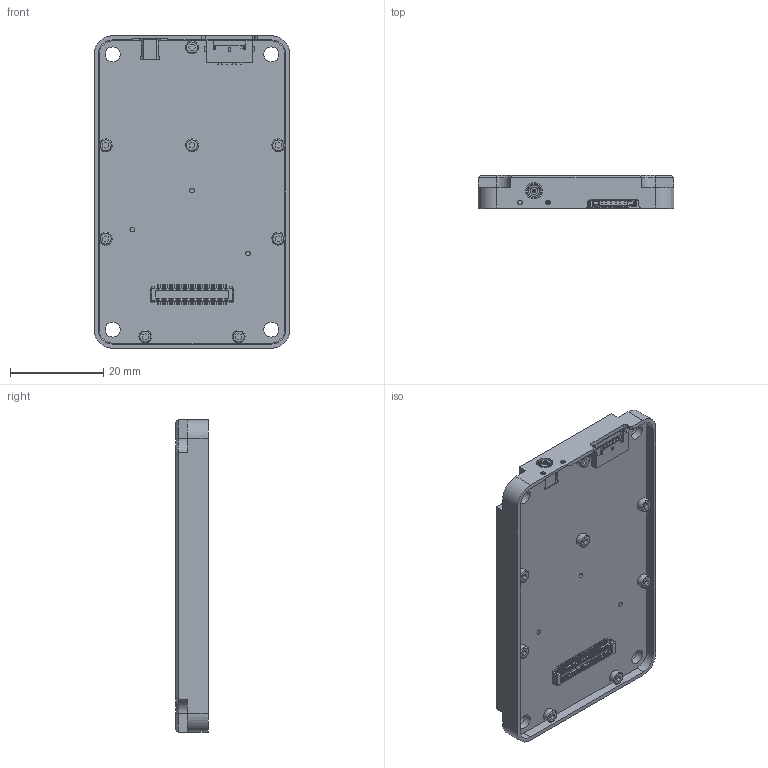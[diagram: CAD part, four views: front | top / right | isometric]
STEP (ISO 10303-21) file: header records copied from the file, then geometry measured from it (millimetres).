
FILE_DESCRIPTION(/* description */ (''),/* implementation_level */ '2;1');
FILE_NAME(/* name */ 'Murgas_TRX_PCB_low_details',/* time_stamp */ '2021-01-20T10:20:41+01:00',/* author */ ('Spacemanic s.r.o.'),/* organization */ ('Spacemanic s.r.o.'),/* preprocessor_version */ 'ST-DEVELOPER v16.7',/* originating_system */ 'Solid Edge',/* authorisation */ 'Unknown');
FILE_SCHEMA (('AUTOMOTIVE_DESIGN {1 0 10303 214 3 1 1}'));
Products named in the file (12): Murgas_TRX_PCB_low_details; PCB_low_details; Board_Geoms; Pcb; Step_Models; Top; J3_MMCX_734150963_5E8105CE.STEP; Bot; J1_Molex_SlimStack_556500688_5E80F436; J2_Molex_Pico-Lock_6_1mm_5E81042F; cover_murgas__trx_MMCX_V1c_easy; Screw_M1.4x3
Assembly tree (18 placements, depth 5):
  Murgas_TRX_PCB_low_details
    PCB_low_details
      Board_Geoms
        Pcb
      Step_Models
        Top
          J3_MMCX_734150963_5E8105CE.STEP
        Bot
          J1_Molex_SlimStack_556500688_5E80F436
          J2_Molex_Pico-Lock_6_1mm_5E81042F
    cover_murgas__trx_MMCX_V1c_easy
    Screw_M1.4x3  x8
Bounding box: 42 x 7 x 67 mm (x, y, z)
Volume: 9153.3 mm3; surface area: 15008.5 mm2
Topology: 13 solids, 13 shells, 3022 faces, 9166 edges, 5959 vertices
Faces by surface type: plane 2594, cylinder 382, cone 37, torus 8, bspline 1
Full cylindrical faces by diameter (mm): 0.711 x1, 0.8 x2, 1 x5, 1.1 x8, 1.4 x8, 1.5 x8, 1.651 x1, 1.66 x1, 1.662 x1, 2.41 x1, 2.75 x8, 2.89 x1, 3.02 x1, 3.2 x8, 3.5 x1
Entity records: 117581 total; most frequent: ORIENTED_EDGE 17810, CARTESIAN_POINT 17773, DIRECTION 15559, EDGE_CURVE 8905, LINE 8121, VECTOR 8121, VERTEX_POINT 5833, AXIS2_PLACEMENT_3D 3719
